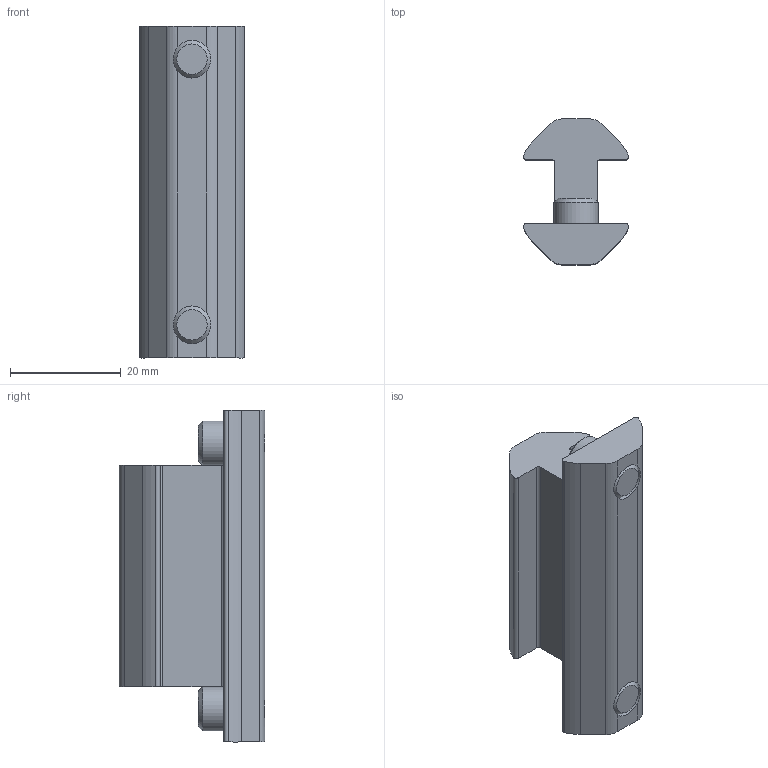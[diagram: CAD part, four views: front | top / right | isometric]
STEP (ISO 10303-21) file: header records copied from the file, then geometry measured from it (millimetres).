
FILE_DESCRIPTION(('STEP AP203'),'1');
FILE_NAME('MOOV08E1167.stp','2023-10-04T08:39:54',(' '),(' '),'Spatial InterOp 3D',' ',' ');
FILE_SCHEMA(('CONFIG_CONTROL_DESIGN'));
Length unit declared in the file: millimetre
Products named in the file (3): Coulisseau 8/8 -P840; Vis HC - M8 × 12; coulisseau 8/8
Assembly tree (3 placements, depth 2):
  Coulisseau 8/8 -P840
    Vis HC - M8 × 12  x2
    coulisseau 8/8
Bounding box: 19.1 x 26.3 x 60 mm (x, y, z)
Volume: 14680.6 mm3; surface area: 6438.9 mm2
Topology: 3 solids, 3 shells, 59 faces, 156 edges, 102 vertices
Faces by surface type: plane 33, cylinder 20, cone 6
Full cylindrical faces by diameter (mm): 6.8 x2, 8 x2
Entity records: 2152 total; most frequent: CARTESIAN_POINT 368, DIRECTION 254, ORIENTED_EDGE 240, EDGE_CURVE 120, AXIS2_PLACEMENT_3D 93, VERTEX_POINT 83, PROPERTY_DEFINITION_REPRESENTATION 74, GENERAL_PROPERTY_ASSOCIATION 74
